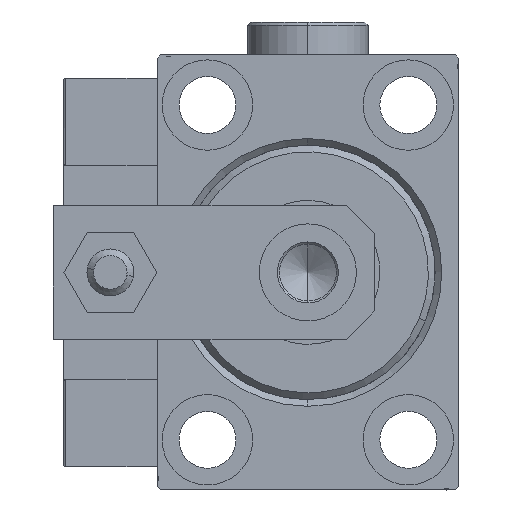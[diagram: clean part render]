
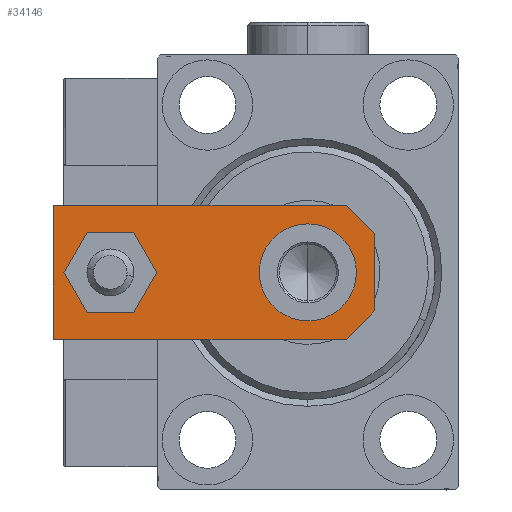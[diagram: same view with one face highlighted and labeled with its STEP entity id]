
A CAD part, left-side view. The second image highlights one B-rep face of the part: STEP entity #34146.
In plain terms, the highlighted face is planar.
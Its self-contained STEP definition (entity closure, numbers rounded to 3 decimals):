
#353 = VERTEX_POINT ( 'NONE', #51040 ) ;
#1146 = DIRECTION ( 'NONE',  ( 1., 0., 0. ) ) ;
#1649 = VERTEX_POINT ( 'NONE', #26528 ) ;
#2355 = DIRECTION ( 'NONE',  ( 1., 0., 0. ) ) ;
#2671 = VERTEX_POINT ( 'NONE', #6761 ) ;
#2707 = AXIS2_PLACEMENT_3D ( 'NONE', #24576, #35555, #3772 ) ;
#2938 = DIRECTION ( 'NONE',  ( 0., -1., 0. ) ) ;
#3216 = DIRECTION ( 'NONE',  ( 0., 0., 1. ) ) ;
#3478 = FACE_BOUND ( 'NONE', #32260, .T. ) ;
#3490 = DIRECTION ( 'NONE',  ( 1., 0., 0. ) ) ;
#3714 = AXIS2_PLACEMENT_3D ( 'NONE', #26453, #34289, #13968 ) ;
#3772 = DIRECTION ( 'NONE',  ( 1., 0., 0. ) ) ;
#4524 = LINE ( 'NONE', #5045, #41005 ) ;
#5045 = CARTESIAN_POINT ( 'NONE',  ( -10., 0., 6. ) ) ;
#5228 = CIRCLE ( 'NONE', #2707, 4. ) ;
#5269 = ORIENTED_EDGE ( 'NONE', *, *, #41463, .F. ) ;
#6761 = CARTESIAN_POINT ( 'NONE',  ( 10., 4.24, 6. ) ) ;
#7341 = EDGE_CURVE ( 'NONE', #24167, #38498, #41785, .T. ) ;
#8053 = ORIENTED_EDGE ( 'NONE', *, *, #12229, .T. ) ;
#8230 = EDGE_CURVE ( 'NONE', #353, #1649, #4524, .T. ) ;
#8243 = CARTESIAN_POINT ( 'NONE',  ( -4., 39.5, 6. ) ) ;
#9468 = EDGE_LOOP ( 'NONE', ( #22702, #45314, #38350, #21696, #32707, #8053 ) ) ;
#9862 = DIRECTION ( 'NONE',  ( 0.707, 0.707, 0. ) ) ;
#12229 = EDGE_CURVE ( 'NONE', #48637, #29182, #29040, .T. ) ;
#12336 = LINE ( 'NONE', #40221, #38763 ) ;
#12852 = CIRCLE ( 'NONE', #3714, 7.25 ) ;
#13739 = ORIENTED_EDGE ( 'NONE', *, *, #7341, .F. ) ;
#13968 = DIRECTION ( 'NONE',  ( 1., 0., 0. ) ) ;
#14687 = EDGE_CURVE ( 'NONE', #21615, #45559, #24563, .T. ) ;
#14878 = LINE ( 'NONE', #31518, #45390 ) ;
#15151 = AXIS2_PLACEMENT_3D ( 'NONE', #33881, #30483, #2355 ) ;
#17600 = CARTESIAN_POINT ( 'NONE',  ( -7.25, 10., 6. ) ) ;
#18488 = EDGE_CURVE ( 'NONE', #33603, #353, #12336, .T. ) ;
#19613 = FACE_BOUND ( 'NONE', #24185, .T. ) ;
#19673 = CARTESIAN_POINT ( 'NONE',  ( -10., 4.24, 6. ) ) ;
#20847 = VECTOR ( 'NONE', #9862, 1000. ) ;
#21615 = VERTEX_POINT ( 'NONE', #30051 ) ;
#21696 = ORIENTED_EDGE ( 'NONE', *, *, #33243, .T. ) ;
#22107 = CARTESIAN_POINT ( 'NONE',  ( 2.88, -2.88, 6. ) ) ;
#22702 = ORIENTED_EDGE ( 'NONE', *, *, #38783, .T. ) ;
#24167 = VERTEX_POINT ( 'NONE', #17600 ) ;
#24185 = EDGE_LOOP ( 'NONE', ( #13739, #5269 ) ) ;
#24563 = CIRCLE ( 'NONE', #27074, 4. ) ;
#24576 = CARTESIAN_POINT ( 'NONE',  ( 0., 39.5, 6. ) ) ;
#25890 = AXIS2_PLACEMENT_3D ( 'NONE', #35258, #3216, #34999 ) ;
#26453 = CARTESIAN_POINT ( 'NONE',  ( 0., 10., 6. ) ) ;
#26528 = CARTESIAN_POINT ( 'NONE',  ( 5.76, 0., 6. ) ) ;
#27074 = AXIS2_PLACEMENT_3D ( 'NONE', #30576, #34237, #3490 ) ;
#29040 = LINE ( 'NONE', #48374, #36926 ) ;
#29182 = VERTEX_POINT ( 'NONE', #49166 ) ;
#29655 = LINE ( 'NONE', #22107, #20847 ) ;
#30051 = CARTESIAN_POINT ( 'NONE',  ( 4., 39.5, 6. ) ) ;
#30483 = DIRECTION ( 'NONE',  ( 0., 0., 1. ) ) ;
#30576 = CARTESIAN_POINT ( 'NONE',  ( 0., 39.5, 6. ) ) ;
#30753 = DIRECTION ( 'NONE',  ( 0., 1., 0. ) ) ;
#31518 = CARTESIAN_POINT ( 'NONE',  ( 10., 0., 6. ) ) ;
#31916 = VECTOR ( 'NONE', #2938, 1000. ) ;
#32260 = EDGE_LOOP ( 'NONE', ( #46773, #34900 ) ) ;
#32707 = ORIENTED_EDGE ( 'NONE', *, *, #42204, .T. ) ;
#32969 = DIRECTION ( 'NONE',  ( -1., 0., 0. ) ) ;
#33243 = EDGE_CURVE ( 'NONE', #1649, #2671, #29655, .T. ) ;
#33603 = VERTEX_POINT ( 'NONE', #19673 ) ;
#33881 = CARTESIAN_POINT ( 'NONE',  ( 0., 10., 6. ) ) ;
#34146 = ADVANCED_FACE ( 'NONE', ( #3478, #34482, #19613 ), #39419, .T. ) ;
#34237 = DIRECTION ( 'NONE',  ( 0., 0., 1. ) ) ;
#34289 = DIRECTION ( 'NONE',  ( 0., 0., 1. ) ) ;
#34482 = FACE_OUTER_BOUND ( 'NONE', #9468, .T. ) ;
#34900 = ORIENTED_EDGE ( 'NONE', *, *, #14687, .F. ) ;
#34999 = DIRECTION ( 'NONE',  ( 1., 0., 0. ) ) ;
#35258 = CARTESIAN_POINT ( 'NONE',  ( 0., 0., 6. ) ) ;
#35555 = DIRECTION ( 'NONE',  ( 0., 0., 1. ) ) ;
#36926 = VECTOR ( 'NONE', #32969, 1000. ) ;
#37084 = DIRECTION ( 'NONE',  ( 0.707, -0.707, 0. ) ) ;
#37315 = EDGE_CURVE ( 'NONE', #45559, #21615, #5228, .T. ) ;
#38350 = ORIENTED_EDGE ( 'NONE', *, *, #8230, .T. ) ;
#38498 = VERTEX_POINT ( 'NONE', #49889 ) ;
#38763 = VECTOR ( 'NONE', #37084, 1000. ) ;
#38783 = EDGE_CURVE ( 'NONE', #29182, #33603, #49614, .T. ) ;
#39419 = PLANE ( 'NONE',  #25890 ) ;
#40221 = CARTESIAN_POINT ( 'NONE',  ( -2.88, -2.88, 6. ) ) ;
#41005 = VECTOR ( 'NONE', #1146, 1000. ) ;
#41463 = EDGE_CURVE ( 'NONE', #38498, #24167, #12852, .T. ) ;
#41785 = CIRCLE ( 'NONE', #15151, 7.25 ) ;
#42204 = EDGE_CURVE ( 'NONE', #2671, #48637, #14878, .T. ) ;
#44042 = CARTESIAN_POINT ( 'NONE',  ( 10., 48., 6. ) ) ;
#45314 = ORIENTED_EDGE ( 'NONE', *, *, #18488, .T. ) ;
#45390 = VECTOR ( 'NONE', #30753, 1000. ) ;
#45559 = VERTEX_POINT ( 'NONE', #8243 ) ;
#46736 = CARTESIAN_POINT ( 'NONE',  ( -10., 48., 6. ) ) ;
#46773 = ORIENTED_EDGE ( 'NONE', *, *, #37315, .F. ) ;
#48374 = CARTESIAN_POINT ( 'NONE',  ( 10., 48., 6. ) ) ;
#48637 = VERTEX_POINT ( 'NONE', #44042 ) ;
#49166 = CARTESIAN_POINT ( 'NONE',  ( -10., 48., 6. ) ) ;
#49614 = LINE ( 'NONE', #46736, #31916 ) ;
#49889 = CARTESIAN_POINT ( 'NONE',  ( 7.25, 10., 6. ) ) ;
#51040 = CARTESIAN_POINT ( 'NONE',  ( -5.76, 0., 6. ) ) ;
